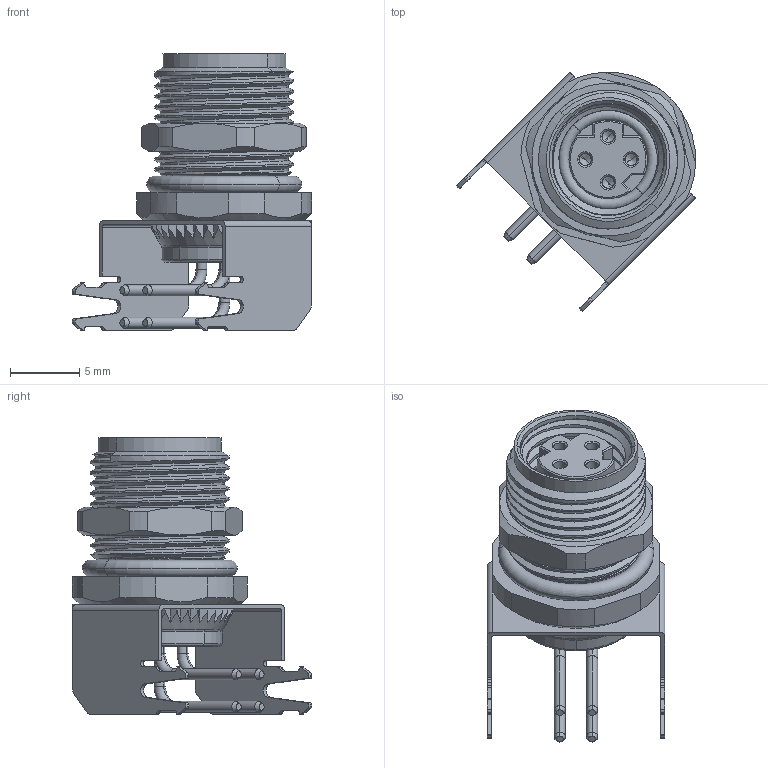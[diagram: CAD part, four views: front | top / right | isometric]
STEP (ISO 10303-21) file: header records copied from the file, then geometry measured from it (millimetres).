
FILE_DESCRIPTION((''),'2;1');
FILE_NAME('M8-FDBK04-0031_44','2025-09-08T',('gongcheng16'),(''),'PRO/ENGINEER BY PARAMETRIC TECHNOLOGY CORPORATION, 2010280','PRO/ENGINEER BY PARAMETRIC TECHNOLOGY CORPORATION, 2010280','');
FILE_SCHEMA(('CONFIG_CONTROL_DESIGN'));
Products named in the file (1): M8-FDBK04-0031_44
Bounding box: 17.22 x 17.22 x 19.9 mm (x, y, z)
Volume: 242.3 mm3; surface area: 16612.2 mm2
Topology: 1 solids, 127 shells, 2235 faces, 8003 edges, 5730 vertices
Faces by surface type: cylinder 853, plane 723, cone 340, torus 198, bspline 121
Entity records: 129816 total; most frequent: CARTESIAN_POINT 64089, DIRECTION 13351, ORIENTED_EDGE 13090, EDGE_CURVE 7995, VERTEX_POINT 5730, AXIS2_PLACEMENT_3D 5099, VECTOR 3153, LINE 3153
